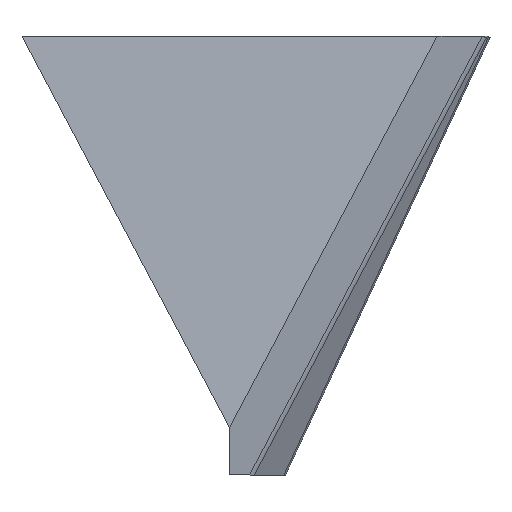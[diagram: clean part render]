
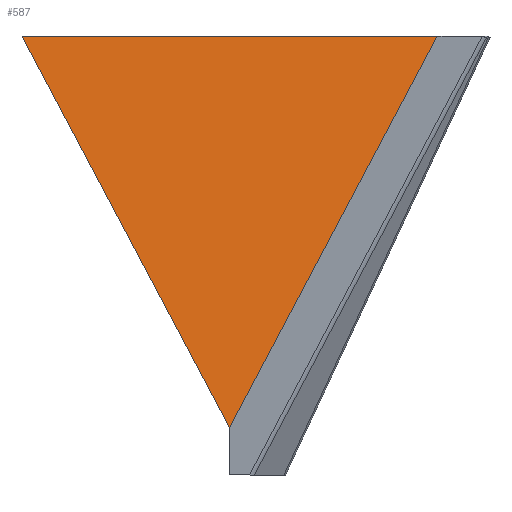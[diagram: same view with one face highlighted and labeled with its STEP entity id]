
A CAD part, front view. The second image highlights one B-rep face of the part: STEP entity #587.
In plain terms, the highlighted planar face has unit normal (0, -0.994, 0.109).
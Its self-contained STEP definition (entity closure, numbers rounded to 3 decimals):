
#32=PLANE('',#630);
#61=FACE_OUTER_BOUND('',#101,.T.);
#101=EDGE_LOOP('',(#450,#451,#452,#453,#454));
#152=LINE('',#902,#218);
#157=LINE('',#926,#223);
#158=LINE('',#928,#224);
#159=LINE('',#930,#225);
#160=LINE('',#931,#226);
#218=VECTOR('',#695,245.633);
#223=VECTOR('',#704,226.772);
#224=VECTOR('',#705,219.223);
#225=VECTOR('',#706,23.361);
#226=VECTOR('',#707,9.949);
#300=VERTEX_POINT('',#886);
#302=VERTEX_POINT('',#901);
#306=VERTEX_POINT('',#925);
#307=VERTEX_POINT('',#927);
#308=VERTEX_POINT('',#929);
#353=EDGE_CURVE('',#302,#300,#152,.T.);
#359=EDGE_CURVE('',#306,#300,#157,.T.);
#360=EDGE_CURVE('',#307,#306,#158,.T.);
#361=EDGE_CURVE('',#308,#307,#159,.T.);
#362=EDGE_CURVE('',#302,#308,#160,.T.);
#450=ORIENTED_EDGE('',*,*,#353,.T.);
#451=ORIENTED_EDGE('',*,*,#359,.F.);
#452=ORIENTED_EDGE('',*,*,#360,.F.);
#453=ORIENTED_EDGE('',*,*,#361,.F.);
#454=ORIENTED_EDGE('',*,*,#362,.F.);
#587=ADVANCED_FACE('',(#61),#32,.F.);
#630=AXIS2_PLACEMENT_3D('',#924,#702,#703);
#695=DIRECTION('',(0.466,0.096,0.879));
#702=DIRECTION('center_axis',(0.,0.994,
-0.109));
#703=DIRECTION('ref_axis',(0.,0.109,0.994));
#704=DIRECTION('',(1.,0.,0.));
#705=DIRECTION('',(-0.466,0.096,0.879));
#706=DIRECTION('',(0.,0.109,0.994));
#707=DIRECTION('',(-1.,0.,0.));
#886=CARTESIAN_POINT('',(-194.491,50.03,-64.06));
#901=CARTESIAN_POINT('',(-309.061,26.331,-280.04));
#902=CARTESIAN_POINT('',(-251.718,38.192,-171.94));
#924=CARTESIAN_POINT('Origin',(-307.776,41.762,-139.412));
#925=CARTESIAN_POINT('',(-421.262,50.03,-64.06));
#926=CARTESIAN_POINT('',(-421.262,50.03,-64.06));
#927=CARTESIAN_POINT('',(-319.01,28.879,-256.818));
#928=CARTESIAN_POINT('',(-319.01,28.879,-256.818));
#929=CARTESIAN_POINT('',(-319.01,26.331,-280.04));
#930=CARTESIAN_POINT('',(-319.01,26.331,-280.04));
#931=CARTESIAN_POINT('',(-308.329,26.331,-280.04));
